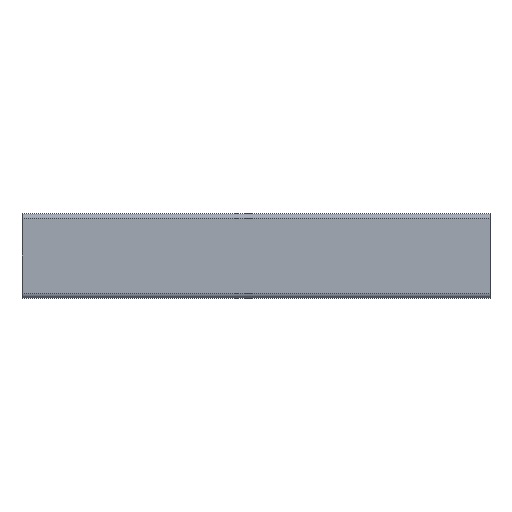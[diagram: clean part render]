
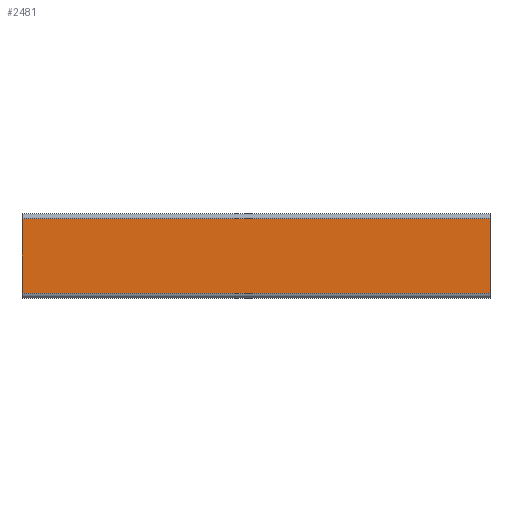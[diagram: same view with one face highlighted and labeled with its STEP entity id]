
A CAD part, left-side view. The second image highlights one B-rep face of the part: STEP entity #2481.
In plain terms, the highlighted planar face has unit normal (-1, 0, 0).
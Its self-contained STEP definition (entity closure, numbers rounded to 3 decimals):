
#311=FACE_OUTER_BOUND('',#435,.T.);
#435=EDGE_LOOP('',(#2007,#2008,#2009,#2010));
#679=LINE('',#4134,#929);
#680=LINE('',#4137,#930);
#681=LINE('',#4139,#931);
#682=LINE('',#4140,#932);
#929=VECTOR('',#3403,10.);
#930=VECTOR('',#3406,10.);
#931=VECTOR('',#3407,10.);
#932=VECTOR('',#3408,10.);
#1181=VERTEX_POINT('',#4130);
#1182=VERTEX_POINT('',#4132);
#1183=VERTEX_POINT('',#4136);
#1184=VERTEX_POINT('',#4138);
#1533=EDGE_CURVE('',#1181,#1182,#679,.T.);
#1534=EDGE_CURVE('',#1181,#1183,#680,.T.);
#1535=EDGE_CURVE('',#1184,#1182,#681,.T.);
#1536=EDGE_CURVE('',#1183,#1184,#682,.T.);
#2007=ORIENTED_EDGE('',*,*,#1534,.F.);
#2008=ORIENTED_EDGE('',*,*,#1533,.T.);
#2009=ORIENTED_EDGE('',*,*,#1535,.F.);
#2010=ORIENTED_EDGE('',*,*,#1536,.F.);
#2360=PLANE('',#2729);
#2481=ADVANCED_FACE('',(#311),#2360,.T.);
#2729=AXIS2_PLACEMENT_3D('',#4135,#3404,#3405);
#3403=DIRECTION('',(0.,1.,0.));
#3404=DIRECTION('center_axis',(-1.,0.,0.));
#3405=DIRECTION('ref_axis',(0.,0.,1.));
#3406=DIRECTION('',(0.,0.,-1.));
#3407=DIRECTION('',(0.,0.,1.));
#3408=DIRECTION('',(0.,1.,0.));
#4130=CARTESIAN_POINT('',(0.,0.,42.5));
#4132=CARTESIAN_POINT('',(0.,250.,42.5));
#4134=CARTESIAN_POINT('',(0.,0.,42.5));
#4135=CARTESIAN_POINT('Origin',(0.,0.,2.5));
#4136=CARTESIAN_POINT('',(0.,0.,2.5));
#4137=CARTESIAN_POINT('',(0.,0.,42.5));
#4138=CARTESIAN_POINT('',(0.,250.,2.5));
#4139=CARTESIAN_POINT('',(0.,250.,42.5));
#4140=CARTESIAN_POINT('',(0.,0.,2.5));
